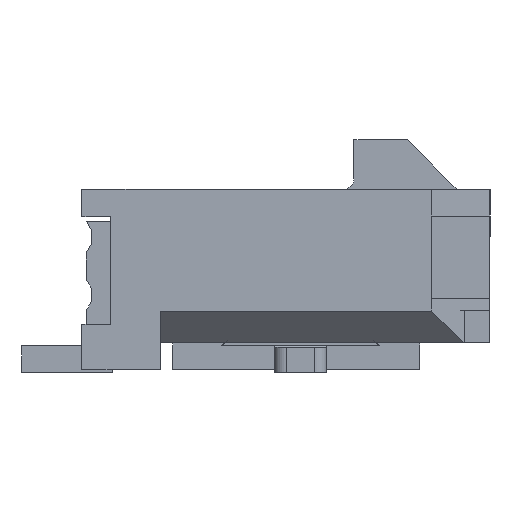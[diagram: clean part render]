
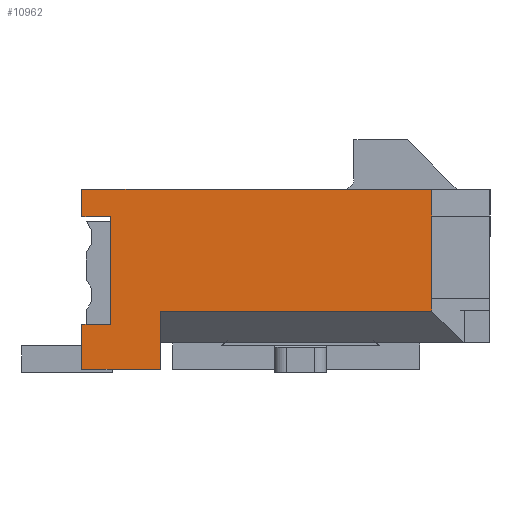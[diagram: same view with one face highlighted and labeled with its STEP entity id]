
A CAD part, front view. The second image highlights one B-rep face of the part: STEP entity #10962.
In plain terms, the highlighted face is planar.
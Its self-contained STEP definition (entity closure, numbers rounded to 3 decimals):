
#969=ORIENTED_EDGE('',*,*,#2894,.T.);
#970=ORIENTED_EDGE('',*,*,#2880,.T.);
#971=ORIENTED_EDGE('',*,*,#2867,.T.);
#972=ORIENTED_EDGE('',*,*,#2673,.T.);
#973=ORIENTED_EDGE('',*,*,#2966,.F.);
#974=ORIENTED_EDGE('',*,*,#2666,.T.);
#975=ORIENTED_EDGE('',*,*,#2979,.F.);
#976=ORIENTED_EDGE('',*,*,#2980,.F.);
#977=ORIENTED_EDGE('',*,*,#2981,.F.);
#978=ORIENTED_EDGE('',*,*,#2982,.T.);
#979=ORIENTED_EDGE('',*,*,#2650,.T.);
#980=ORIENTED_EDGE('',*,*,#2877,.T.);
#2650=EDGE_CURVE('',#3754,#3753,#4525,.T.);
#2666=EDGE_CURVE('',#3766,#3765,#4541,.T.);
#2673=EDGE_CURVE('',#3772,#3771,#4548,.T.);
#2867=EDGE_CURVE('',#3900,#3772,#4742,.T.);
#2877=EDGE_CURVE('',#3753,#3903,#4752,.T.);
#2880=EDGE_CURVE('',#3904,#3900,#4755,.T.);
#2894=EDGE_CURVE('',#3903,#3904,#4769,.T.);
#2966=EDGE_CURVE('',#3766,#3771,#4841,.T.);
#2979=EDGE_CURVE('',#3954,#3765,#4854,.T.);
#2980=EDGE_CURVE('',#3953,#3954,#4855,.T.);
#2981=EDGE_CURVE('',#3955,#3953,#4856,.T.);
#2982=EDGE_CURVE('',#3955,#3754,#4857,.T.);
#3753=VERTEX_POINT('',#14304);
#3754=VERTEX_POINT('',#14306);
#3765=VERTEX_POINT('',#14337);
#3766=VERTEX_POINT('',#14339);
#3771=VERTEX_POINT('',#14352);
#3772=VERTEX_POINT('',#14354);
#3900=VERTEX_POINT('',#14743);
#3903=VERTEX_POINT('',#14760);
#3904=VERTEX_POINT('',#14764);
#3953=VERTEX_POINT('',#14948);
#3954=VERTEX_POINT('',#14952);
#3955=VERTEX_POINT('',#14955);
#4525=LINE('',#14305,#5642);
#4541=LINE('',#14338,#5658);
#4548=LINE('',#14353,#5665);
#4742=LINE('',#14742,#5859);
#4752=LINE('',#14761,#5869);
#4755=LINE('',#14767,#5872);
#4769=LINE('',#14793,#5886);
#4841=LINE('',#14930,#5958);
#4854=LINE('',#14951,#5971);
#4855=LINE('',#14953,#5972);
#4856=LINE('',#14954,#5973);
#4857=LINE('',#14956,#5974);
#5642=VECTOR('',#12104,1000.);
#5658=VECTOR('',#12130,1000.);
#5665=VECTOR('',#12141,1000.);
#5859=VECTOR('',#12469,1000.);
#5869=VECTOR('',#12489,1000.);
#5872=VECTOR('',#12494,1000.);
#5886=VECTOR('',#12520,1000.);
#5958=VECTOR('',#12644,1000.);
#5971=VECTOR('',#12667,1000.);
#5972=VECTOR('',#12668,1000.);
#5973=VECTOR('',#12669,1000.);
#5974=VECTOR('',#12670,1000.);
#6671=EDGE_LOOP('',(#969,#970,#971,#972,#973,#974,#975,#976,#977,#978,#979,
#980));
#7118=FACE_BOUND('',#6671,.T.);
#7558=PLANE('',#11400);
#10962=ADVANCED_FACE('',(#7118),#7558,.T.);
#11400=AXIS2_PLACEMENT_3D('',#14950,#12665,#12666);
#12104=DIRECTION('',(0.,0.,-1.));
#12130=DIRECTION('',(0.,-1.,0.));
#12141=DIRECTION('',(0.,-1.,0.));
#12469=DIRECTION('',(0.,0.,-1.));
#12489=DIRECTION('',(0.,-1.,0.));
#12494=DIRECTION('',(0.,1.,0.));
#12520=DIRECTION('',(0.,0.,-1.));
#12644=DIRECTION('',(0.,0.,-1.));
#12665=DIRECTION('',(-1.,0.,0.));
#12666=DIRECTION('',(0.,0.,1.));
#12667=DIRECTION('',(0.,0.,-1.));
#12668=DIRECTION('',(0.,0.,-1.));
#12669=DIRECTION('',(0.,0.,-1.));
#12670=DIRECTION('',(0.,1.,0.));
#14304=CARTESIAN_POINT('',(-10.825,4.95,1.515));
#14305=CARTESIAN_POINT('',(-10.825,4.95,2.185));
#14306=CARTESIAN_POINT('',(-10.825,4.95,2.185));
#14337=CARTESIAN_POINT('',(-10.825,-3.536,-0.771));
#14338=CARTESIAN_POINT('',(-10.825,3.05,-0.771));
#14339=CARTESIAN_POINT('',(-10.825,3.05,-0.771));
#14352=CARTESIAN_POINT('',(-10.825,3.05,-2.185));
#14353=CARTESIAN_POINT('',(-10.825,4.95,-2.185));
#14354=CARTESIAN_POINT('',(-10.825,4.95,-2.185));
#14742=CARTESIAN_POINT('',(-10.825,4.95,2.185));
#14743=CARTESIAN_POINT('',(-10.825,4.95,-1.085));
#14760=CARTESIAN_POINT('',(-10.825,4.25,1.515));
#14761=CARTESIAN_POINT('',(-10.825,0.,1.515));
#14764=CARTESIAN_POINT('',(-10.825,4.25,-1.085));
#14767=CARTESIAN_POINT('',(-10.825,0.,-1.085));
#14793=CARTESIAN_POINT('',(-10.825,4.25,0.));
#14930=CARTESIAN_POINT('',(-10.825,3.05,-2.185));
#14948=CARTESIAN_POINT('',(-10.825,-3.536,1.535));
#14950=CARTESIAN_POINT('',(-10.825,0.,0.));
#14951=CARTESIAN_POINT('',(-10.825,-3.536,0.));
#14952=CARTESIAN_POINT('',(-10.825,-3.536,-0.465));
#14953=CARTESIAN_POINT('',(-10.825,-3.536,1.535));
#14954=CARTESIAN_POINT('',(-10.825,-3.536,0.));
#14955=CARTESIAN_POINT('',(-10.825,-3.536,2.185));
#14956=CARTESIAN_POINT('',(-10.825,-4.95,2.185));
